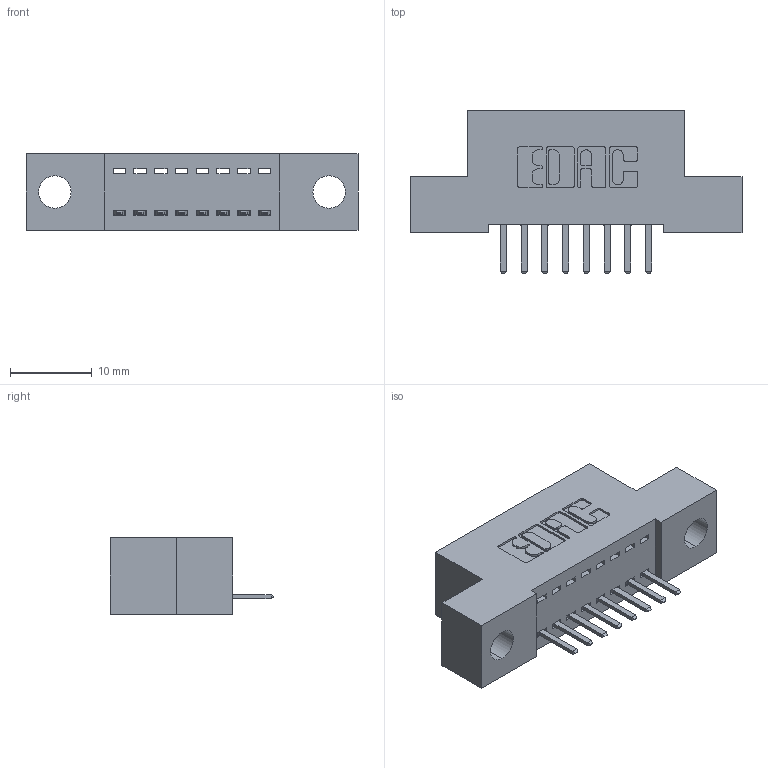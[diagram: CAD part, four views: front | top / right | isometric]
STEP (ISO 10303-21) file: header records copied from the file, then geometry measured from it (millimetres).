
FILE_DESCRIPTION (( 'STEP AP203' ), '1' );
FILE_NAME ('342-008-520-104.STEP', '2018-08-10T12:14:36', ( '' ), ( '' ), 'SwSTEP 2.0', 'SolidWorks 2016', '' );
FILE_SCHEMA (( 'CONFIG_CONTROL_DESIGN' ));
Length unit declared in the file: inch
Products named in the file (3): 342 Part_.156 TH; 345-292-001_345-293-120; 342-008-520-104
Assembly tree (9 placements, depth 2):
  342-008-520-104
    342 Part_.156 TH
    345-292-001_345-293-120  x8
Bounding box: 40.64 x 20.02 x 9.4 mm (x, y, z)
Volume: 3328 mm3; surface area: 3997.4 mm2
Topology: 9 solids, 9 shells, 606 faces, 1771 edges, 1158 vertices
Faces by surface type: plane 418, cylinder 188
Entity records: 9273 total; most frequent: CARTESIAN_POINT 1622, ORIENTED_EDGE 1554, DIRECTION 1425, EDGE_CURVE 777, LINE 645, VECTOR 645, VERTEX_POINT 514, AXIS2_PLACEMENT_3D 390
